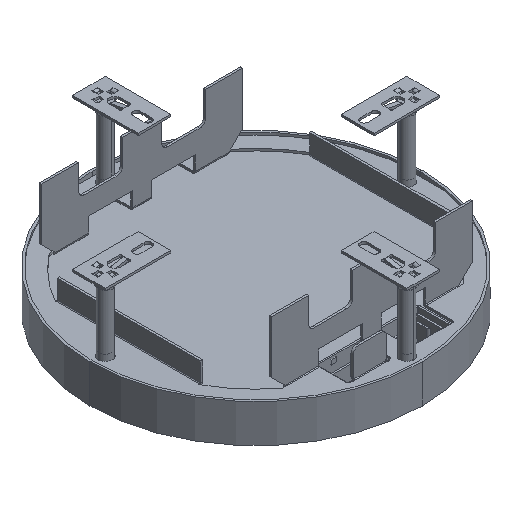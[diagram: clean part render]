
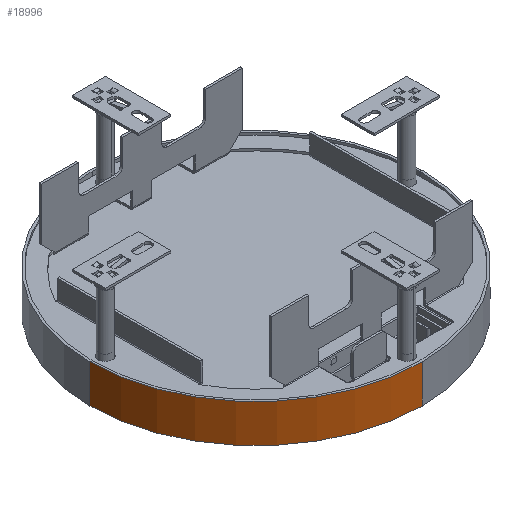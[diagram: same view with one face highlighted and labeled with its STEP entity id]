
A CAD part, isometric view. The second image highlights one B-rep face of the part: STEP entity #18996.
In plain terms, the highlighted cylindrical face has radius 152 mm (diameter 304 mm), a partial arc.
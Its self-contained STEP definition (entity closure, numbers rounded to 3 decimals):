
#266 = ORIENTED_EDGE ( 'NONE', *, *, #539, .F. ) ;
#451 = VERTEX_POINT ( 'NONE', #3934 ) ;
#539 = EDGE_CURVE ( 'NONE', #14988, #451, #10511, .T. ) ;
#780 = EDGE_CURVE ( 'NONE', #8423, #14350, #1017, .T. ) ;
#1017 = CIRCLE ( 'NONE', #15425, 152. ) ;
#2493 = CARTESIAN_POINT ( 'NONE',  ( -0.05, 152., 35. ) ) ;
#2670 = DIRECTION ( 'NONE',  ( 0., 0., -1. ) ) ;
#3279 = VECTOR ( 'NONE', #8786, 1000. ) ;
#3906 = AXIS2_PLACEMENT_3D ( 'NONE', #10325, #2670, #5818 ) ;
#3934 = CARTESIAN_POINT ( 'NONE',  ( -152.05, 0., 35. ) ) ;
#4443 = CYLINDRICAL_SURFACE ( 'NONE', #3906, 152. ) ;
#5412 = CARTESIAN_POINT ( 'NONE',  ( -0.05, 0., 35. ) ) ;
#5818 = DIRECTION ( 'NONE',  ( -1., 0., 0. ) ) ;
#7126 = CARTESIAN_POINT ( 'NONE',  ( -152.05, 0., 500.753 ) ) ;
#7567 = EDGE_CURVE ( 'NONE', #14988, #14350, #11324, .T. ) ;
#8423 = VERTEX_POINT ( 'NONE', #14779 ) ;
#8786 = DIRECTION ( 'NONE',  ( 0., 0., -1. ) ) ;
#9050 = DIRECTION ( 'NONE',  ( 0., 0., -1. ) ) ;
#10256 = LINE ( 'NONE', #7126, #3279 ) ;
#10295 = ORIENTED_EDGE ( 'NONE', *, *, #18516, .F. ) ;
#10310 = ORIENTED_EDGE ( 'NONE', *, *, #780, .F. ) ;
#10325 = CARTESIAN_POINT ( 'NONE',  ( -0.05, 0., 500.753 ) ) ;
#10511 = CIRCLE ( 'NONE', #16441, 152. ) ;
#11324 = LINE ( 'NONE', #2493, #15207 ) ;
#12286 = CARTESIAN_POINT ( 'NONE',  ( -0.05, 0., 0. ) ) ;
#12683 = DIRECTION ( 'NONE',  ( 0., 0., 1. ) ) ;
#13254 = EDGE_LOOP ( 'NONE', ( #10295, #266, #13385, #10310 ) ) ;
#13385 = ORIENTED_EDGE ( 'NONE', *, *, #7567, .T. ) ;
#13772 = CARTESIAN_POINT ( 'NONE',  ( -0.05, 152., 0. ) ) ;
#14350 = VERTEX_POINT ( 'NONE', #13772 ) ;
#14369 = DIRECTION ( 'NONE',  ( 0., 0., -1. ) ) ;
#14779 = CARTESIAN_POINT ( 'NONE',  ( -152.05, 0., 0. ) ) ;
#14988 = VERTEX_POINT ( 'NONE', #19260 ) ;
#15021 = DIRECTION ( 'NONE',  ( -1., 0., 0. ) ) ;
#15207 = VECTOR ( 'NONE', #14369, 1000. ) ;
#15425 = AXIS2_PLACEMENT_3D ( 'NONE', #12286, #9050, #15021 ) ;
#16095 = FACE_OUTER_BOUND ( 'NONE', #13254, .T. ) ;
#16441 = AXIS2_PLACEMENT_3D ( 'NONE', #5412, #12683, #17370 ) ;
#17370 = DIRECTION ( 'NONE',  ( -1., 0., 0. ) ) ;
#18516 = EDGE_CURVE ( 'NONE', #451, #8423, #10256, .T. ) ;
#18996 = ADVANCED_FACE ( 'NONE', ( #16095 ), #4443, .T. ) ;
#19260 = CARTESIAN_POINT ( 'NONE',  ( -0.05, 152., 35. ) ) ;
